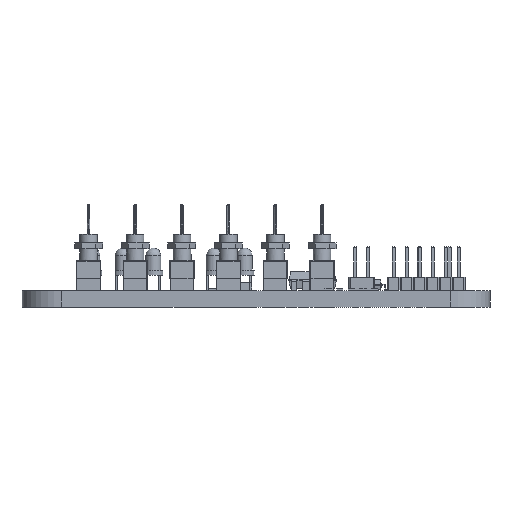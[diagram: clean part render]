
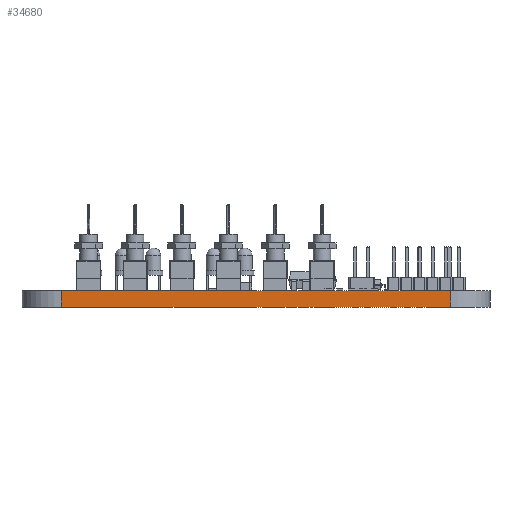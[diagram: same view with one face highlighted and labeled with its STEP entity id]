
A CAD part, front view. The second image highlights one B-rep face of the part: STEP entity #34680.
In plain terms, the highlighted planar face has unit normal (0, -1, 0).
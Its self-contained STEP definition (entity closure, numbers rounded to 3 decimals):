
#30521 = VERTEX_POINT('',#30522);
#30522 = CARTESIAN_POINT('',(104.,-115.8,0.));
#30529 = EDGE_CURVE('',#30530,#30521,#30532,.T.);
#30530 = VERTEX_POINT('',#30531);
#30531 = CARTESIAN_POINT('',(180.2,-115.8,0.));
#30532 = LINE('',#30533,#30534);
#30533 = CARTESIAN_POINT('',(180.2,-115.8,0.));
#30534 = VECTOR('',#30535,1.);
#30535 = DIRECTION('',(-1.,0.,0.));
#32603 = VERTEX_POINT('',#32604);
#32604 = CARTESIAN_POINT('',(104.,-115.8,3.2));
#32611 = EDGE_CURVE('',#32612,#32603,#32614,.T.);
#32612 = VERTEX_POINT('',#32613);
#32613 = CARTESIAN_POINT('',(180.2,-115.8,3.2));
#32614 = LINE('',#32615,#32616);
#32615 = CARTESIAN_POINT('',(180.2,-115.8,3.2));
#32616 = VECTOR('',#32617,1.);
#32617 = DIRECTION('',(-1.,0.,0.));
#34652 = EDGE_CURVE('',#30530,#32612,#34653,.T.);
#34653 = LINE('',#34654,#34655);
#34654 = CARTESIAN_POINT('',(180.2,-115.8,0.));
#34655 = VECTOR('',#34656,1.);
#34656 = DIRECTION('',(0.,0.,1.));
#34680 = ADVANCED_FACE('',(#34681),#34692,.T.);
#34681 = FACE_BOUND('',#34682,.T.);
#34682 = EDGE_LOOP('',(#34683,#34684,#34685,#34691));
#34683 = ORIENTED_EDGE('',*,*,#34652,.T.);
#34684 = ORIENTED_EDGE('',*,*,#32611,.T.);
#34685 = ORIENTED_EDGE('',*,*,#34686,.F.);
#34686 = EDGE_CURVE('',#30521,#32603,#34687,.T.);
#34687 = LINE('',#34688,#34689);
#34688 = CARTESIAN_POINT('',(104.,-115.8,0.));
#34689 = VECTOR('',#34690,1.);
#34690 = DIRECTION('',(0.,0.,1.));
#34691 = ORIENTED_EDGE('',*,*,#30529,.F.);
#34692 = PLANE('',#34693);
#34693 = AXIS2_PLACEMENT_3D('',#34694,#34695,#34696);
#34694 = CARTESIAN_POINT('',(180.2,-115.8,0.));
#34695 = DIRECTION('',(0.,-1.,0.));
#34696 = DIRECTION('',(-1.,0.,0.));
